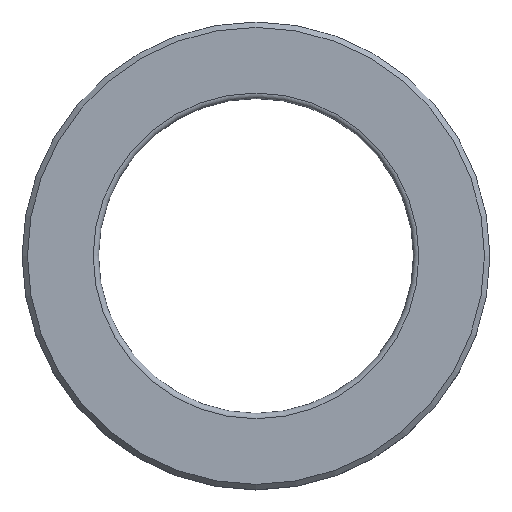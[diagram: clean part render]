
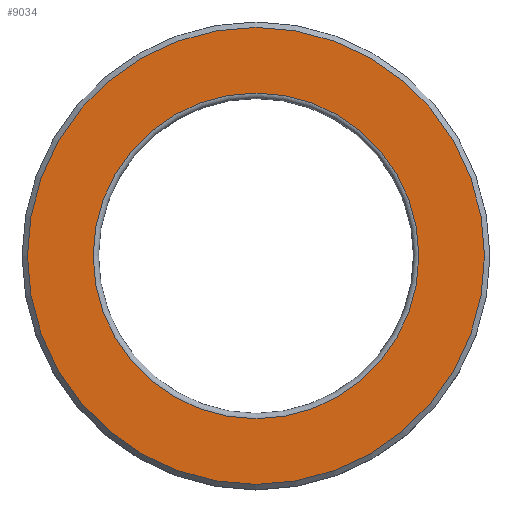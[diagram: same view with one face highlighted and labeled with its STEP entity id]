
A CAD part, top view. The second image highlights one B-rep face of the part: STEP entity #9034.
In plain terms, the highlighted planar face has unit normal (0, 0, 1).
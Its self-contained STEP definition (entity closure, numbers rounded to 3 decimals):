
#541=FACE_BOUND('',#2171,.T.);
#568=PLANE('',#9719);
#1533=FACE_OUTER_BOUND('',#2170,.T.);
#2170=EDGE_LOOP('',(#5948));
#2171=EDGE_LOOP('',(#5949));
#2831=CIRCLE('',#9705,18.796);
#2837=CIRCLE('',#9712,26.377);
#3618=VERTEX_POINT('',#14387);
#3623=VERTEX_POINT('',#14399);
#4465=EDGE_CURVE('',#3618,#3618,#2831,.T.);
#4472=EDGE_CURVE('',#3623,#3623,#2837,.T.);
#5948=ORIENTED_EDGE('',*,*,#4472,.T.);
#5949=ORIENTED_EDGE('',*,*,#4465,.T.);
#9034=ADVANCED_FACE('',(#1533,#541),#568,.F.);
#9705=AXIS2_PLACEMENT_3D('',#14388,#11159,#11160);
#9712=AXIS2_PLACEMENT_3D('',#14401,#11174,#11175);
#9719=AXIS2_PLACEMENT_3D('',#14414,#11191,#11192);
#11159=DIRECTION('center_axis',(0.,0.,-1.));
#11160=DIRECTION('ref_axis',(0.,1.,0.));
#11174=DIRECTION('center_axis',(0.,0.,1.));
#11175=DIRECTION('ref_axis',(0.,1.,0.));
#11191=DIRECTION('center_axis',(0.,0.,-1.));
#11192=DIRECTION('ref_axis',(0.,1.,0.));
#14387=CARTESIAN_POINT('',(0.523,-19.325,6.231));
#14388=CARTESIAN_POINT('Origin',(0.523,-0.528,6.231));
#14399=CARTESIAN_POINT('',(0.523,-26.905,6.231));
#14401=CARTESIAN_POINT('Origin',(0.523,-0.528,6.231));
#14414=CARTESIAN_POINT('Origin',(0.523,26.472,6.231));
